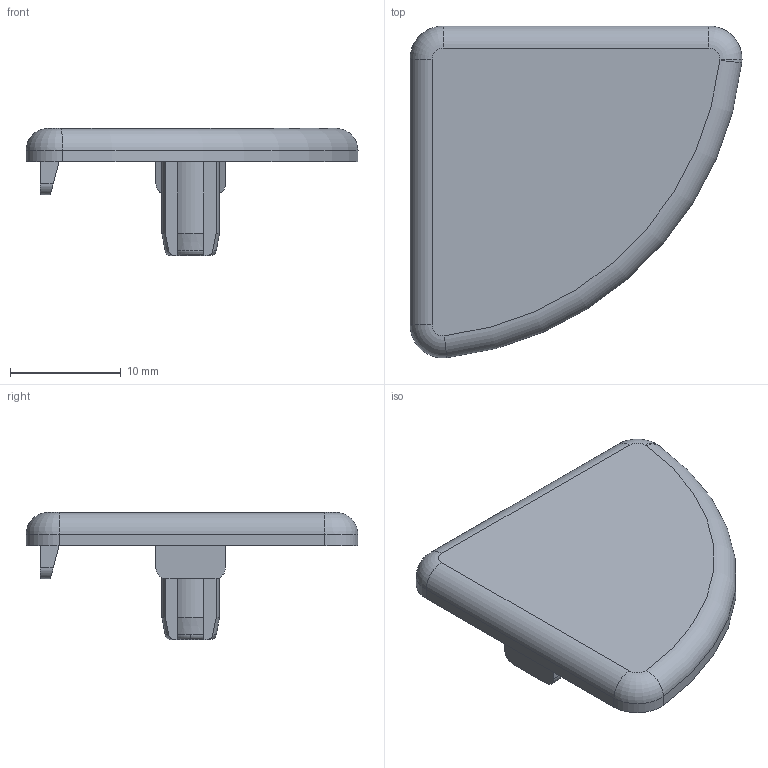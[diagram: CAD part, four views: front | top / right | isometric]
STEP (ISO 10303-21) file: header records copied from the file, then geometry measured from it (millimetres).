
FILE_DESCRIPTION (( 'STEP AP203' ), '1' );
FILE_NAME ('Accessories for aluminium profiles091245.step', '2015-11-23T16:34:57', ( '' ), ( '' ), 'SwSTEP 2.0', 'SolidWorks 2015', '' );
FILE_SCHEMA (( 'CONFIG_CONTROL_DESIGN' ));
Length unit declared in the file: millimetre
Products named in the file (1): Accessories for aluminium profiles091245
Bounding box: 30.03 x 30.03 x 11.5 mm (x, y, z)
Volume: 1850.6 mm3; surface area: 1975 mm2
Topology: 1 solids, 1 shells, 65 faces, 172 edges, 111 vertices
Faces by surface type: plane 30, cylinder 20, torus 10, cone 5
Entity records: 2132 total; most frequent: CARTESIAN_POINT 433, ORIENTED_EDGE 344, DIRECTION 341, EDGE_CURVE 172, AXIS2_PLACEMENT_3D 123, VERTEX_POINT 111, LINE 95, VECTOR 95
